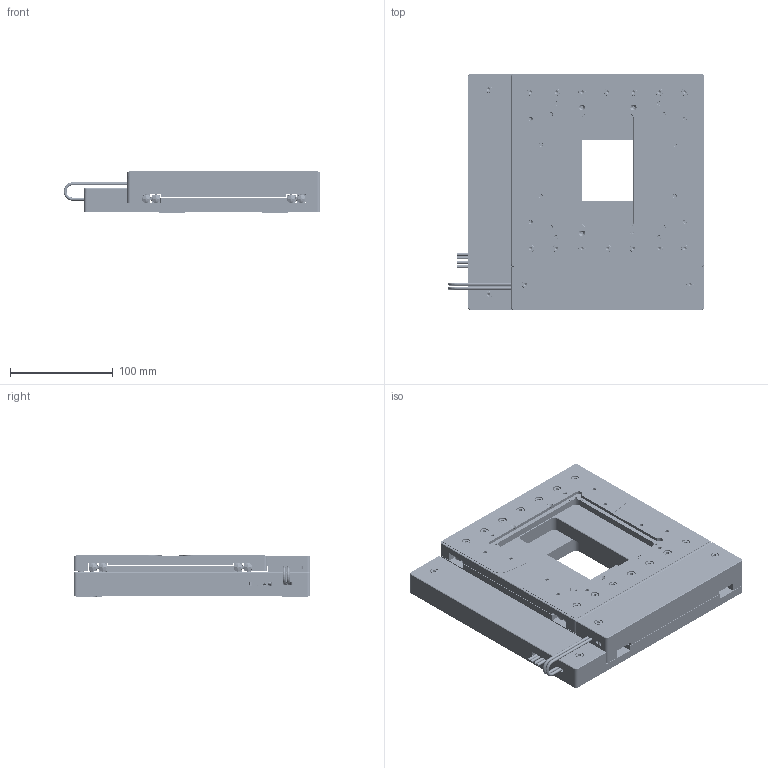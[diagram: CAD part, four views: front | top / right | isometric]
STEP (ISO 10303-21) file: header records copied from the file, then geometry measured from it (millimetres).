
FILE_DESCRIPTION (( 'STEP AP203' ), '1' );
FILE_NAME ('527001.STEP', '2022-05-06T04:16:08', ( '' ), ( '' ), 'SwSTEP 2.0', 'SolidWorks 2020', '' );
FILE_SCHEMA (( 'CONFIG_CONTROL_DESIGN' ));
Products named in the file (1): 527001
Bounding box: 249.7 x 230 x 40 mm (x, y, z)
Volume: 1418107.7 mm3; surface area: 429877.1 mm2
Topology: 41 solids, 41 shells, 4711 faces, 11710 edges, 7172 vertices
Faces by surface type: plane 2128, cone 1278, cylinder 1263, bspline 32, torus 8, sphere 2
Entity records: 142458 total; most frequent: CARTESIAN_POINT 27669, DIRECTION 24591, ORIENTED_EDGE 23224, EDGE_CURVE 11612, AXIS2_PLACEMENT_3D 8864, VERTEX_POINT 7172, VECTOR 6863, LINE 6863
